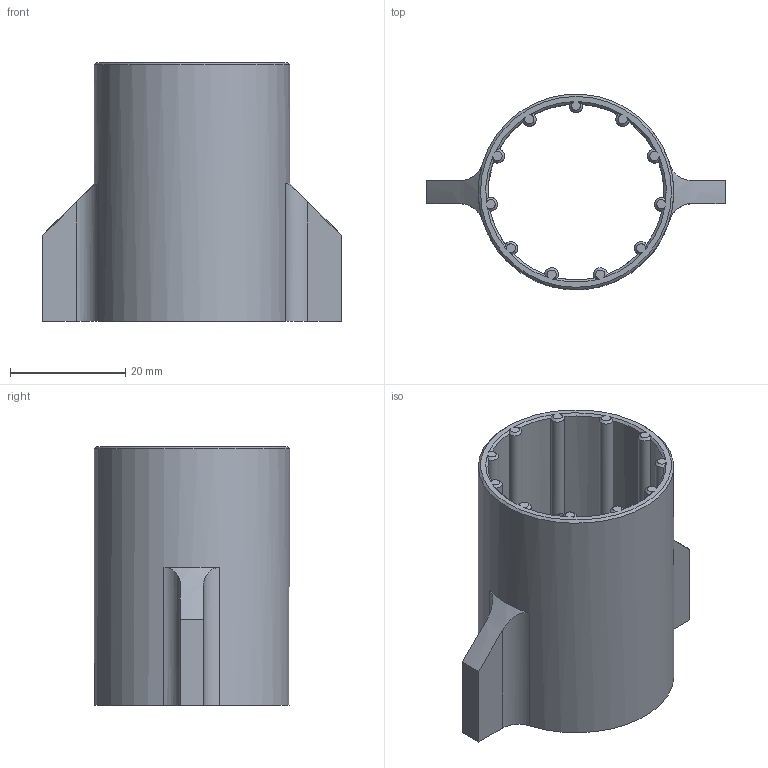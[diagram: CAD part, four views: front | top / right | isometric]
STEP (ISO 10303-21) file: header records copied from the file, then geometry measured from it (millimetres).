
FILE_DESCRIPTION(/* description */ ('STEP AP242','CAx-IF Rec.Pracs.---Representation and Presentation of Product Manufacturing Information (PMI)---4.0---2014-10-13','CAx-IF Rec.Pracs.---3D Tessellated Geometry---0.4---2014-09-14','2;1'),/* implementation_level */ '2;1');
FILE_NAME(/* name */ '6503a8193ec10e0639f1e36e',/* time_stamp */ '2023-09-15T00:40:57Z',/* author */ (''),/* organization */ (''),/* preprocessor_version */ 'ST-DEVELOPER v19.4',/* originating_system */ ' ',/* authorisation */ ' ');
FILE_SCHEMA (('AP242_MANAGED_MODEL_BASED_3D_ENGINEERING_MIM_LF { 1 0 10303 442 1 1 4 }'));
Length unit declared in the file: metre
Products named in the file (1): wrench
Bounding box: 52 x 33.96 x 45 mm (x, y, z)
Volume: 10007.7 mm3; surface area: 10645.8 mm2
Topology: 1 solids, 1 shells, 65 faces, 175 edges, 112 vertices
Faces by surface type: cone 36, cylinder 17, plane 12
Full cylindrical faces by diameter (mm): 30.6 x1, 34 x1
Entity records: 2144 total; most frequent: CARTESIAN_POINT 554, ORIENTED_EDGE 340, DIRECTION 320, EDGE_CURVE 170, AXIS2_PLACEMENT_3D 136, VERTEX_POINT 110, CIRCLE 70, EDGE_LOOP 70
